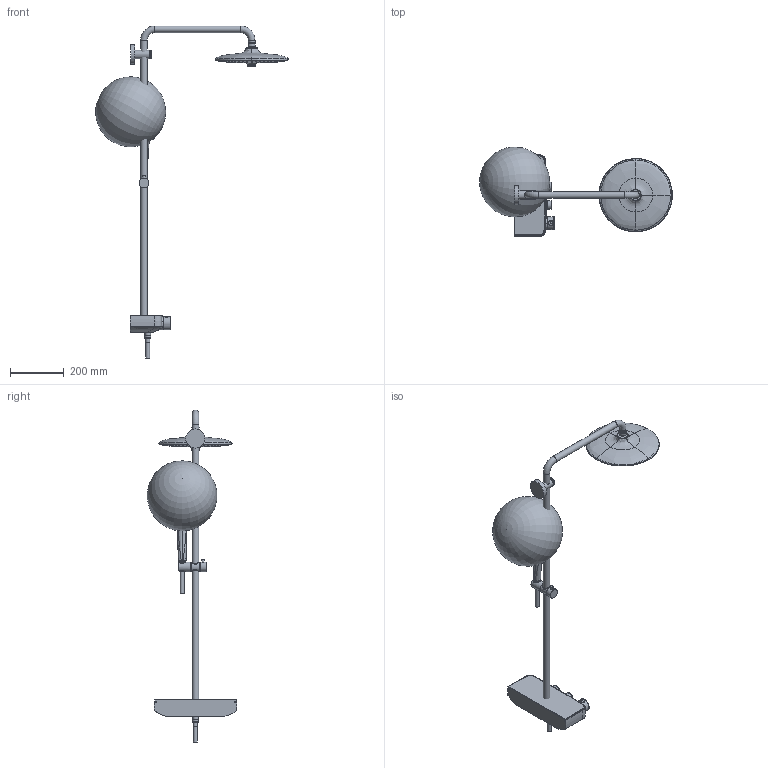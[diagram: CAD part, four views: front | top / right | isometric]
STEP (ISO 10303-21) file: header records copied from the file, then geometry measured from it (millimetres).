
FILE_DESCRIPTION(/* description */ ('Unknown'),/* implementation_level */ '2;1');
FILE_NAME(/* name */ '26509000',/* time_stamp */ '2022-08-26T15:05:03+02:00',/* author */ ('Unknown'),/* organization */ ('GROHE AG'),/* preprocessor_version */ 'ST-DEVELOPER v16.7',/* originating_system */ 'DEX',/* authorisation */ $);
FILE_SCHEMA (('AUTOMOTIVE_DESIGN {1 0 10303 214 3 1 1}'));
Products named in the file (33): 26509000; 26509000_0; 26509000_1; 26509000_2; face1; 071108_Family_HSH_FaceEco_E_Lob; 26509000_3; 26509000_4; 26509000_5; 26509000_6; 26509000_7; 26509000_8; 26509000_9; 26509000_10; 26509000_11; g01806A88795qqn0; caps; 26509000_12; 26509000_13; G0181BC40660ln5y; G0181F9CAB557vxb; 26509000_14; ALIAS BREP MODEL; 1; 20170731_UPDATED TRAY_DRAFT ANGLE_+1mm; 26509000_15; 26509000_16; 26509000_17; 26509000_18; 26509000_19; 26509000_20; 26509000_21
Assembly tree (32 placements, depth 2):
  26509000
    26509000
    26509000_0
    26509000_1
    26509000_2
    face1
    071108_Family_HSH_FaceEco_E_Lob
    26509000_3
    26509000_4
    26509000_5
    26509000_6
    26509000_7
    26509000_8
    26509000_9
    26509000_10
    26509000_11
    g01806A88795qqn0
    caps
    26509000_12
    26509000_13
    G0181BC40660ln5y
    G0181F9CAB557vxb
    26509000_14
    ALIAS BREP MODEL
    1
    20170731_UPDATED TRAY_DRAFT ANGLE_+1mm
    26509000_15
    26509000_16
    26509000_17
    26509000_18
    26509000_19
    26509000_20
    26509000_21
Bounding box: 715.21 x 331.13 x 1232.75 mm (x, y, z)
Volume: 14150317.6 mm3; surface area: 1061438.4 mm2
Topology: 32 solids, 33 shells, 2608 faces, 6635 edges, 4429 vertices
Faces by surface type: plane 1336, bspline 842, cylinder 348, torus 52, cone 23, sphere 7
Full cylindrical faces by diameter (mm): 2 x1, 4.005 x152, 9 x1, 9.5 x1, 13.4 x1, 15 x2, 16 x3, 16.8 x1, 18 x1, 18.2 x2, 18.4 x2, 18.5 x1, 19 x2, 19.9 x1, 20.4 x2, 20.955 x2, 20.96 x1, 23 x2, 23.5 x1, 24.7 x4, 27 x1, 27.7 x2, 30.284 x1, 31.2 x1, 31.3 x1, 32 x1, 32.009 x6, 36 x4, 48.03 x1, 50 x1
Entity records: 135130 total; most frequent: CARTESIAN_POINT 83420, ORIENTED_EDGE 12234, DIRECTION 6343, EDGE_CURVE 6117, B_SPLINE_CURVE_WITH_KNOTS 4356, VERTEX_POINT 4238, FACE_BOUND 3279, EDGE_LOOP 3276
